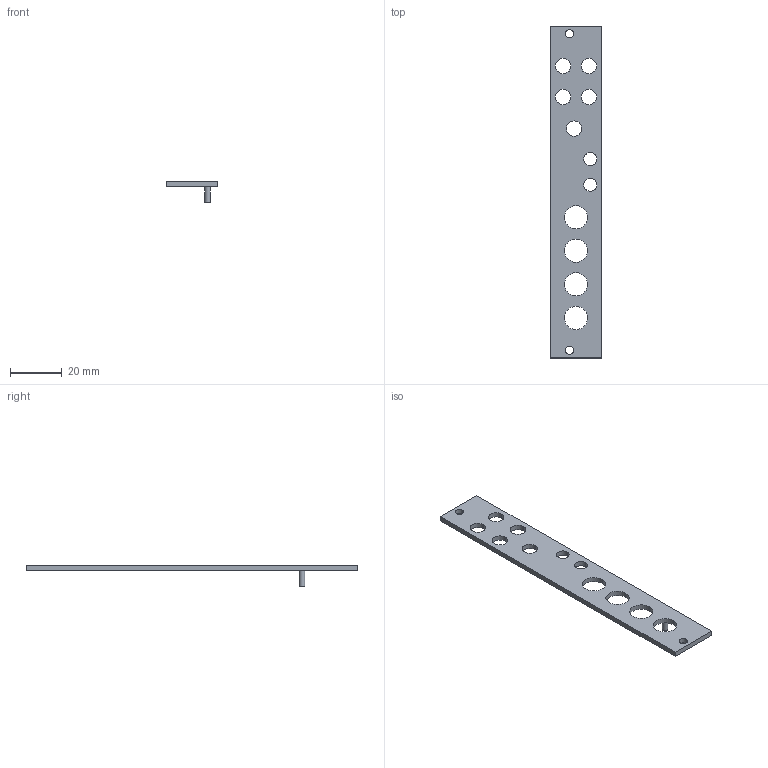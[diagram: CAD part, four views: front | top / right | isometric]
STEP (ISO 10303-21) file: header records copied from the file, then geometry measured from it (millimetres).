
FILE_DESCRIPTION(('Open CASCADE Model'),'2;1');
FILE_NAME('Open CASCADE Shape Model','2023-12-05T23:22:27',('Author'),( 'Open CASCADE'),'Open CASCADE STEP processor 7.2','Open CASCADE 7.2' ,'Unknown');
FILE_SCHEMA(('AUTOMOTIVE_DESIGN { 1 0 10303 214 1 1 1 1 }'));
Length unit declared in the file: millimetre
Products named in the file (3): Open CASCADE STEP translator 7.2 1; Open CASCADE STEP translator 7.2 1.1; Open CASCADE STEP translator 7.2 1.2
Assembly tree (2 placements, depth 2):
  Open CASCADE STEP translator 7.2 1
    Open CASCADE STEP translator 7.2 1.1
    Open CASCADE STEP translator 7.2 1.2
Bounding box: 20 x 128.5 x 8 mm (x, y, z)
Volume: 4260.4 mm3; surface area: 5486.3 mm2
Topology: 2 solids, 2 shells, 40 faces, 102 edges, 68 vertices
Faces by surface type: cylinder 30, plane 10
Full cylindrical faces by diameter (mm): 2.2 x1, 5.9 x1
Entity records: 2683 total; most frequent: CARTESIAN_POINT 447, DIRECTION 447, ORIENTED_EDGE 204, PCURVE 204, DEFINITIONAL_REPRESENTATION 204, LINE 186, VECTOR 186, CIRCLE 115
